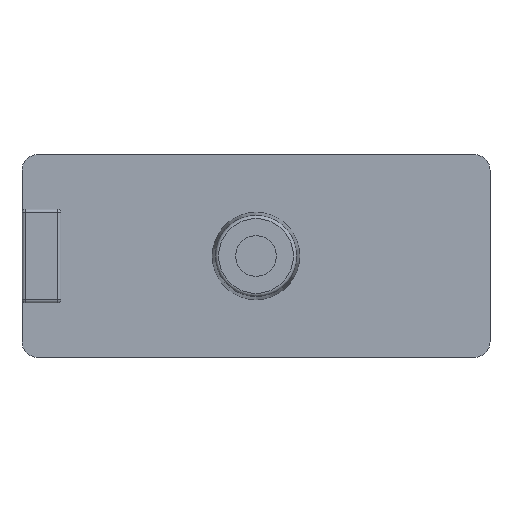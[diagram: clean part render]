
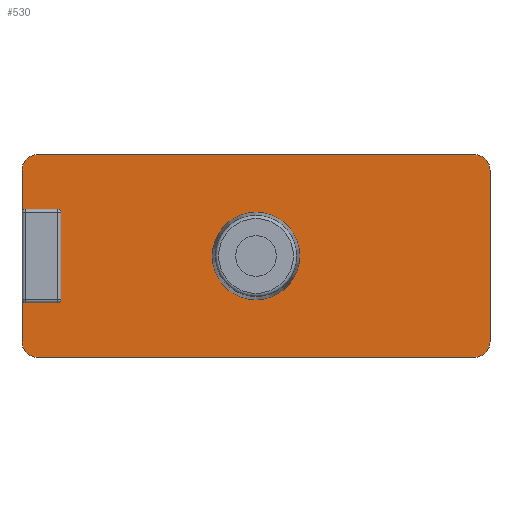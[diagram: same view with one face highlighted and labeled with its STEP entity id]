
A CAD part, front view. The second image highlights one B-rep face of the part: STEP entity #530.
In plain terms, the highlighted planar face has unit normal (0, -1, 0).
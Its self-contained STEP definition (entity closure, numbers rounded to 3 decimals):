
#22=FACE_BOUND('',#106,.T.);
#40=PLANE('',#622);
#71=FACE_OUTER_BOUND('',#105,.T.);
#105=EDGE_LOOP('',(#424,#425,#426,#427,#428,#429,#430,#431,#432,#433,#434,
#435,#436,#437,#438,#439));
#106=EDGE_LOOP('',(#440,#441));
#130=LINE('',#888,#163);
#134=LINE('',#1043,#167);
#137=LINE('',#1047,#170);
#139=LINE('',#1050,#172);
#141=LINE('',#1053,#174);
#142=LINE('',#1054,#175);
#143=LINE('',#1060,#176);
#144=LINE('',#1063,#177);
#163=VECTOR('',#713,10.);
#167=VECTOR('',#751,10.);
#170=VECTOR('',#756,10.);
#172=VECTOR('',#760,10.);
#174=VECTOR('',#764,10.);
#175=VECTOR('',#765,10.);
#176=VECTOR('',#772,10.);
#177=VECTOR('',#775,10.);
#197=CIRCLE('',#599,0.2);
#198=CIRCLE('',#602,0.2);
#199=CIRCLE('',#607,1.);
#200=CIRCLE('',#610,1.);
#201=CIRCLE('',#613,1.);
#202=CIRCLE('',#616,1.);
#203=CIRCLE('',#623,0.2);
#204=CIRCLE('',#624,0.2);
#205=CIRCLE('',#625,2.447);
#206=CIRCLE('',#626,2.447);
#232=VERTEX_POINT('',#880);
#233=VERTEX_POINT('',#882);
#234=VERTEX_POINT('',#886);
#235=VERTEX_POINT('',#890);
#236=VERTEX_POINT('',#894);
#237=VERTEX_POINT('',#928);
#239=VERTEX_POINT('',#931);
#240=VERTEX_POINT('',#964);
#242=VERTEX_POINT('',#967);
#243=VERTEX_POINT('',#1000);
#245=VERTEX_POINT('',#1003);
#246=VERTEX_POINT('',#1036);
#248=VERTEX_POINT('',#1039);
#249=VERTEX_POINT('',#1057);
#250=VERTEX_POINT('',#1059);
#251=VERTEX_POINT('',#1061);
#252=VERTEX_POINT('',#1064);
#253=VERTEX_POINT('',#1065);
#287=EDGE_CURVE('',#232,#233,#197,.F.);
#290=EDGE_CURVE('',#232,#234,#130,.T.);
#292=EDGE_CURVE('',#235,#234,#198,.F.);
#297=EDGE_CURVE('',#239,#237,#199,.T.);
#300=EDGE_CURVE('',#242,#240,#200,.T.);
#303=EDGE_CURVE('',#245,#243,#201,.T.);
#306=EDGE_CURVE('',#248,#246,#202,.T.);
#307=EDGE_CURVE('',#248,#237,#134,.T.);
#310=EDGE_CURVE('',#246,#245,#137,.T.);
#312=EDGE_CURVE('',#242,#243,#139,.T.);
#314=EDGE_CURVE('',#235,#240,#141,.T.);
#315=EDGE_CURVE('',#239,#236,#142,.T.);
#316=EDGE_CURVE('',#249,#236,#203,.F.);
#317=EDGE_CURVE('',#249,#250,#143,.T.);
#318=EDGE_CURVE('',#251,#250,#204,.F.);
#319=EDGE_CURVE('',#251,#233,#144,.T.);
#320=EDGE_CURVE('',#252,#253,#205,.T.);
#321=EDGE_CURVE('',#253,#252,#206,.T.);
#424=ORIENTED_EDGE('',*,*,#303,.F.);
#425=ORIENTED_EDGE('',*,*,#310,.F.);
#426=ORIENTED_EDGE('',*,*,#306,.F.);
#427=ORIENTED_EDGE('',*,*,#307,.T.);
#428=ORIENTED_EDGE('',*,*,#297,.F.);
#429=ORIENTED_EDGE('',*,*,#315,.T.);
#430=ORIENTED_EDGE('',*,*,#316,.F.);
#431=ORIENTED_EDGE('',*,*,#317,.T.);
#432=ORIENTED_EDGE('',*,*,#318,.F.);
#433=ORIENTED_EDGE('',*,*,#319,.T.);
#434=ORIENTED_EDGE('',*,*,#287,.F.);
#435=ORIENTED_EDGE('',*,*,#290,.T.);
#436=ORIENTED_EDGE('',*,*,#292,.F.);
#437=ORIENTED_EDGE('',*,*,#314,.T.);
#438=ORIENTED_EDGE('',*,*,#300,.F.);
#439=ORIENTED_EDGE('',*,*,#312,.T.);
#440=ORIENTED_EDGE('',*,*,#320,.T.);
#441=ORIENTED_EDGE('',*,*,#321,.T.);
#530=ADVANCED_FACE('',(#71,#22),#40,.T.);
#599=AXIS2_PLACEMENT_3D('',#883,#707,#708);
#602=AXIS2_PLACEMENT_3D('',#892,#717,#718);
#607=AXIS2_PLACEMENT_3D('',#933,#729,#730);
#610=AXIS2_PLACEMENT_3D('',#969,#735,#736);
#613=AXIS2_PLACEMENT_3D('',#1005,#741,#742);
#616=AXIS2_PLACEMENT_3D('',#1041,#747,#748);
#622=AXIS2_PLACEMENT_3D('',#1056,#768,#769);
#623=AXIS2_PLACEMENT_3D('',#1058,#770,#771);
#624=AXIS2_PLACEMENT_3D('',#1062,#773,#774);
#625=AXIS2_PLACEMENT_3D('',#1066,#776,#777);
#626=AXIS2_PLACEMENT_3D('',#1067,#778,#779);
#707=DIRECTION('center_axis',(0.,1.,0.));
#708=DIRECTION('ref_axis',(0.707,0.,-0.707));
#713=DIRECTION('',(-1.,0.,0.));
#717=DIRECTION('center_axis',(0.,1.,0.));
#718=DIRECTION('ref_axis',(-0.707,0.,-0.707));
#729=DIRECTION('center_axis',(0.,1.,0.));
#730=DIRECTION('ref_axis',(-0.707,0.,0.707));
#735=DIRECTION('center_axis',(0.,1.,0.));
#736=DIRECTION('ref_axis',(-0.707,0.,-0.707));
#741=DIRECTION('center_axis',(0.,1.,0.));
#742=DIRECTION('ref_axis',(0.707,0.,-0.707));
#747=DIRECTION('center_axis',(0.,1.,0.));
#748=DIRECTION('ref_axis',(0.707,0.,0.707));
#751=DIRECTION('',(-1.,0.,0.));
#756=DIRECTION('',(0.,0.,-1.));
#760=DIRECTION('',(1.,0.,0.));
#764=DIRECTION('',(0.,0.,-1.));
#765=DIRECTION('',(0.,0.,-1.));
#768=DIRECTION('center_axis',(0.,-1.,0.));
#769=DIRECTION('ref_axis',(0.,0.,-1.));
#770=DIRECTION('center_axis',(0.,1.,0.));
#771=DIRECTION('ref_axis',(-0.707,0.,0.707));
#772=DIRECTION('',(1.,0.,0.));
#773=DIRECTION('center_axis',(0.,1.,0.));
#774=DIRECTION('ref_axis',(0.707,0.,0.707));
#775=DIRECTION('',(0.,0.,-1.));
#776=DIRECTION('center_axis',(0.,1.,0.));
#777=DIRECTION('ref_axis',(0.,0.,1.));
#778=DIRECTION('center_axis',(0.,1.,0.));
#779=DIRECTION('ref_axis',(0.,0.,1.));
#880=CARTESIAN_POINT('',(-12.7,0.,-3.));
#882=CARTESIAN_POINT('',(-12.5,0.,-2.8));
#883=CARTESIAN_POINT('Origin',(-12.7,0.,-2.8));
#886=CARTESIAN_POINT('',(-14.8,0.,-3.));
#888=CARTESIAN_POINT('',(1.25,0.,-3.));
#890=CARTESIAN_POINT('',(-15.,0.,-2.8));
#892=CARTESIAN_POINT('Origin',(-14.8,0.,-2.8));
#894=CARTESIAN_POINT('',(-15.,0.,2.8));
#928=CARTESIAN_POINT('',(-14.,0.,6.5));
#931=CARTESIAN_POINT('',(-15.,0.,5.5));
#933=CARTESIAN_POINT('Origin',(-14.,0.,5.5));
#964=CARTESIAN_POINT('',(-15.,0.,-5.5));
#967=CARTESIAN_POINT('',(-14.,0.,-6.5));
#969=CARTESIAN_POINT('Origin',(-14.,0.,-5.5));
#1000=CARTESIAN_POINT('',(14.,0.,-6.5));
#1003=CARTESIAN_POINT('',(15.,0.,-5.5));
#1005=CARTESIAN_POINT('Origin',(14.,0.,-5.5));
#1036=CARTESIAN_POINT('',(15.,0.,5.5));
#1039=CARTESIAN_POINT('',(14.,0.,6.5));
#1041=CARTESIAN_POINT('Origin',(14.,0.,5.5));
#1043=CARTESIAN_POINT('',(15.,0.,6.5));
#1047=CARTESIAN_POINT('',(15.,0.,0.));
#1050=CARTESIAN_POINT('',(15.,0.,-6.5));
#1053=CARTESIAN_POINT('',(-15.,0.,0.));
#1054=CARTESIAN_POINT('',(-15.,0.,0.));
#1056=CARTESIAN_POINT('Origin',(15.,0.,0.));
#1057=CARTESIAN_POINT('',(-14.8,0.,3.));
#1058=CARTESIAN_POINT('Origin',(-14.8,0.,2.8));
#1059=CARTESIAN_POINT('',(-12.7,0.,3.));
#1060=CARTESIAN_POINT('',(0.,0.,3.));
#1061=CARTESIAN_POINT('',(-12.5,0.,2.8));
#1062=CARTESIAN_POINT('Origin',(-12.7,0.,2.8));
#1063=CARTESIAN_POINT('',(-12.5,0.,1.5));
#1064=CARTESIAN_POINT('',(0.,0.,2.447));
#1065=CARTESIAN_POINT('',(0.,0.,-2.447));
#1066=CARTESIAN_POINT('Origin',(0.,0.,0.));
#1067=CARTESIAN_POINT('Origin',(0.,0.,0.));
